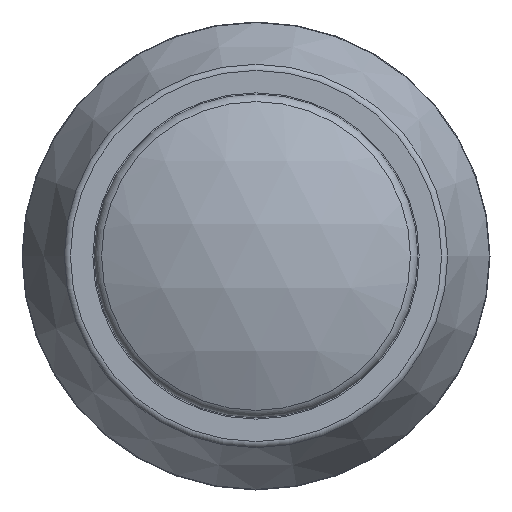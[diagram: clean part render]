
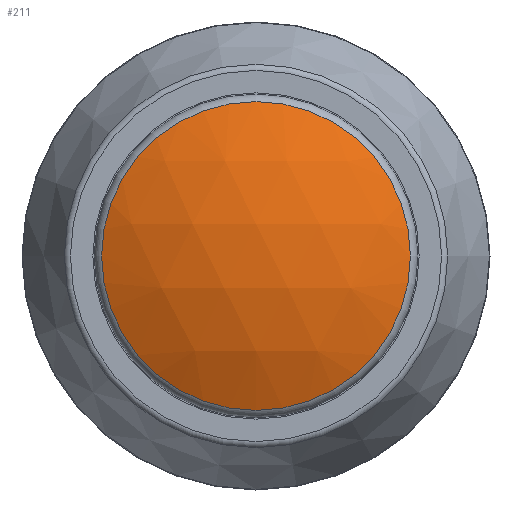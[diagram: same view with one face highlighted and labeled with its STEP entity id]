
A CAD part, front view. The second image highlights one B-rep face of the part: STEP entity #211.
In plain terms, the highlighted spherical face has radius 12.951 mm.
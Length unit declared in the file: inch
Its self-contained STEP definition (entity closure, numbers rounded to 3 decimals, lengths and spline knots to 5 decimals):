
#160=CARTESIAN_POINT('',(0.22728,-0.34418,0.));
#161=VERTEX_POINT('',#160);
#162=CARTESIAN_POINT('',(0.,-0.34418,0.));
#163=DIRECTION('',(0.0,1.0,0.0));
#164=DIRECTION('',(-1.0,0.0,0.0));
#165=AXIS2_PLACEMENT_3D('',#162,#163,#164);
#166=CIRCLE('',#165,0.22728);
#167=EDGE_CURVE('',#161,#161,#166,.T.);
#203=CARTESIAN_POINT('',(0.,0.11224,0.));
#204=DIRECTION('',(0.0,0.0,1.0));
#205=DIRECTION('',(1.0,0.0,0.0));
#206=AXIS2_PLACEMENT_3D('',#203,#204,#205);
#207=SPHERICAL_SURFACE('',#206,0.50988);
#208=ORIENTED_EDGE('',*,*,#167,.F.);
#209=EDGE_LOOP('',(#208));
#210=FACE_OUTER_BOUND('',#209,.T.);
#211=ADVANCED_FACE('',(#210),#207,.T.);
